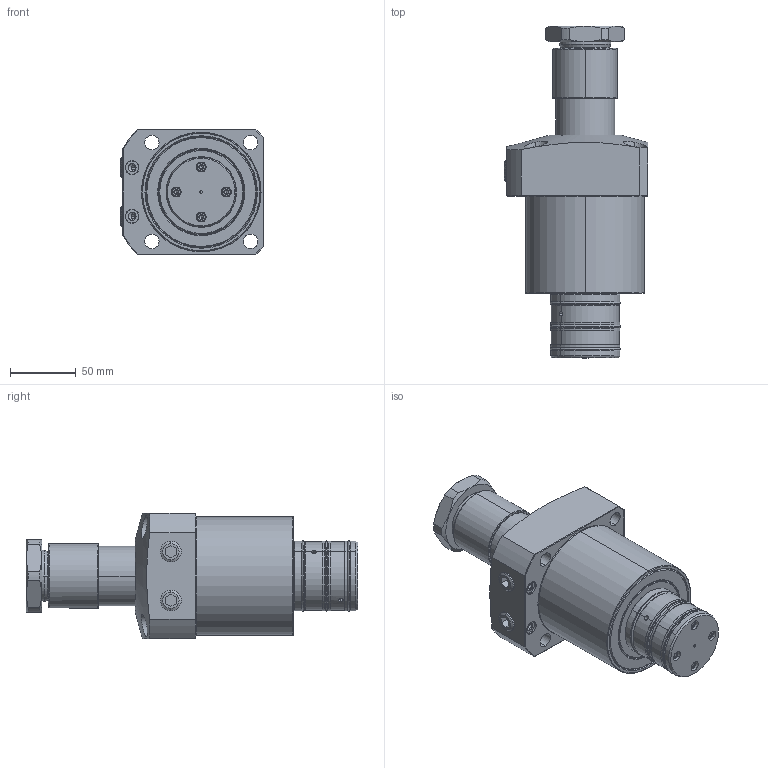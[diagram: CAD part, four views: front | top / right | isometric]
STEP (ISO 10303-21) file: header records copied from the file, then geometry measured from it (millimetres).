
FILE_DESCRIPTION (( 'STEP AP203' ), '1' );
FILE_NAME ('LHA0900-GLM.STEP', '2018-12-15T06:00:49', ( '微软用户' ), ( '微软中国' ), 'SwSTEP 2.0', 'SolidWorks 2012', '' );
FILE_SCHEMA (( 'CONFIG_CONTROL_DESIGN' ));
Length unit declared in the file: millimetre
Products named in the file (10): LHA0900-楓羔筳; LHA0900-ů_; LHA0900-簸忣諍匏_; Rネジ3_8; LHA0750-玅帡椔溹; 6妏寠晅无倌_M4(45); LHA0900-GLM; LHA0900-槭暌滀S(蹬怮椔); LHA0900-咂衝椳紕_蹬怮椔); LHA0900-D菛巍
Assembly tree (13 placements, depth 2):
  LHA0900-GLM
    LHA0900-槭暌滀S(蹬怮椔)
    LHA0900-咂衝椳紕_蹬怮椔)
    LHA0900-D菛巍
    LHA0900-楓羔筳
    LHA0900-ů_
    LHA0900-簸忣諍匏_
    Rネジ3_8  x2
    LHA0750-玅帡椔溹
    6妏寠晅无倌_M4(45)  x4
Bounding box: 109 x 252 x 95 mm (x, y, z)
Volume: 1133259 mm3; surface area: 135435.4 mm2
Topology: 16 solids, 16 shells, 511 faces, 1094 edges, 645 vertices
Faces by surface type: plane 171, cylinder 151, cone 117, torus 70, sphere 2
Entity records: 13523 total; most frequent: CARTESIAN_POINT 3190, DIRECTION 2084, ORIENTED_EDGE 1792, EDGE_CURVE 896, AXIS2_PLACEMENT_3D 887, VERTEX_POINT 550, EDGE_LOOP 472, CIRCLE 468
